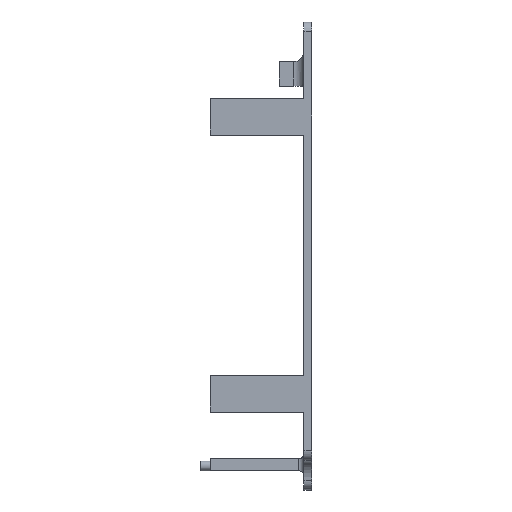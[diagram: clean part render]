
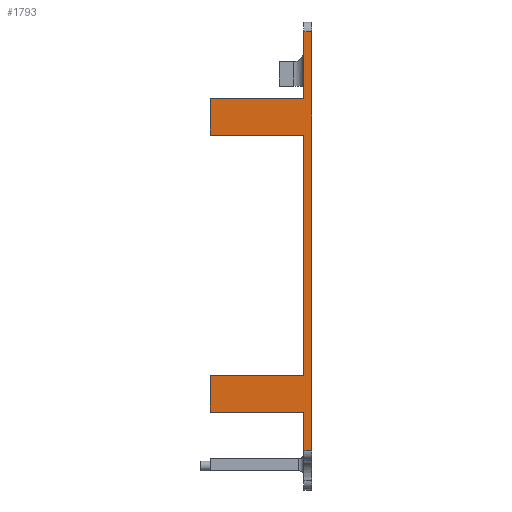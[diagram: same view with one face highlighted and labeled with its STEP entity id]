
A CAD part, left-side view. The second image highlights one B-rep face of the part: STEP entity #1793.
In plain terms, the highlighted planar face has unit normal (-1, 0, 0).
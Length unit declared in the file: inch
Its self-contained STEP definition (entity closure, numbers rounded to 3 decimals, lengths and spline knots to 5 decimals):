
#21 = VERTEX_POINT ( 'NONE', #404 ) ;
#29 = DIRECTION ( 'NONE',  ( 0., 1., 0. ) ) ;
#42 = VECTOR ( 'NONE', #29, 39.37008 ) ;
#87 = EDGE_CURVE ( 'NONE', #433, #3219, #1438, .T. ) ;
#304 = ORIENTED_EDGE ( 'NONE', *, *, #1684, .F. ) ;
#312 = LINE ( 'NONE', #1782, #2988 ) ;
#398 = DIRECTION ( 'NONE',  ( -1., 0., 0. ) ) ;
#404 = CARTESIAN_POINT ( 'NONE',  ( -0.125, 1.03, -0.7735 ) ) ;
#433 = VERTEX_POINT ( 'NONE', #4106 ) ;
#438 = VERTEX_POINT ( 'NONE', #1231 ) ;
#462 = LINE ( 'NONE', #3613, #2978 ) ;
#549 = VERTEX_POINT ( 'NONE', #1592 ) ;
#577 = VECTOR ( 'NONE', #3484, 39.37008 ) ;
#616 = LINE ( 'NONE', #2804, #2273 ) ;
#636 = CARTESIAN_POINT ( 'NONE',  ( -0.125, 1.03, -3.58485 ) ) ;
#823 = VECTOR ( 'NONE', #1449, 39.37008 ) ;
#905 = CARTESIAN_POINT ( 'NONE',  ( -0.125, 0.08, -4.35 ) ) ;
#930 = FACE_OUTER_BOUND ( 'NONE', #2755, .T. ) ;
#933 = VERTEX_POINT ( 'NONE', #1473 ) ;
#950 = EDGE_CURVE ( 'NONE', #549, #1470, #1280, .T. ) ;
#1231 = CARTESIAN_POINT ( 'NONE',  ( -0.125, 0.08, -1.1485 ) ) ;
#1253 = ORIENTED_EDGE ( 'NONE', *, *, #2767, .F. ) ;
#1280 = LINE ( 'NONE', #3797, #577 ) ;
#1323 = LINE ( 'NONE', #1902, #3246 ) ;
#1344 = ORIENTED_EDGE ( 'NONE', *, *, #2382, .F. ) ;
#1406 = PLANE ( 'NONE',  #3470 ) ;
#1438 = LINE ( 'NONE', #2643, #42 ) ;
#1449 = DIRECTION ( 'NONE',  ( 0., 0., 1. ) ) ;
#1470 = VERTEX_POINT ( 'NONE', #3467 ) ;
#1473 = CARTESIAN_POINT ( 'NONE',  ( -0.125, 0.08, -0.7735 ) ) ;
#1557 = DIRECTION ( 'NONE',  ( 0., 0., 1. ) ) ;
#1592 = CARTESIAN_POINT ( 'NONE',  ( -0.125, 0., -4.35 ) ) ;
#1646 = ORIENTED_EDGE ( 'NONE', *, *, #87, .T. ) ;
#1666 = LINE ( 'NONE', #2211, #2876 ) ;
#1684 = EDGE_CURVE ( 'NONE', #2772, #1926, #4032, .T. ) ;
#1782 = CARTESIAN_POINT ( 'NONE',  ( -0.125, 0.08, -1.1485 ) ) ;
#1793 = ADVANCED_FACE ( 'NONE', ( #930 ), #1406, .T. ) ;
#1888 = EDGE_CURVE ( 'NONE', #438, #2428, #3691, .T. ) ;
#1902 = CARTESIAN_POINT ( 'NONE',  ( -0.125, -3.594, -0.7735 ) ) ;
#1926 = VERTEX_POINT ( 'NONE', #2098 ) ;
#1981 = DIRECTION ( 'NONE',  ( 0., 0., 1. ) ) ;
#1999 = ORIENTED_EDGE ( 'NONE', *, *, #2684, .F. ) ;
#2069 = DIRECTION ( 'NONE',  ( 0., 0., 1. ) ) ;
#2085 = CARTESIAN_POINT ( 'NONE',  ( -0.125, -3.594, -1.1485 ) ) ;
#2098 = CARTESIAN_POINT ( 'NONE',  ( -0.125, 0.08, -3.95985 ) ) ;
#2118 = EDGE_CURVE ( 'NONE', #933, #21, #1323, .T. ) ;
#2191 = ORIENTED_EDGE ( 'NONE', *, *, #3274, .F. ) ;
#2211 = CARTESIAN_POINT ( 'NONE',  ( -0.125, -3.594, -3.95985 ) ) ;
#2237 = VECTOR ( 'NONE', #3218, 39.37008 ) ;
#2268 = CARTESIAN_POINT ( 'NONE',  ( -0.125, 1.03, -0.46249 ) ) ;
#2273 = VECTOR ( 'NONE', #1557, 39.37008 ) ;
#2300 = CARTESIAN_POINT ( 'NONE',  ( -0.125, 1.03, -3.95985 ) ) ;
#2370 = VECTOR ( 'NONE', #2907, 39.37008 ) ;
#2382 = EDGE_CURVE ( 'NONE', #4093, #3219, #3338, .T. ) ;
#2419 = VECTOR ( 'NONE', #3525, 39.37008 ) ;
#2428 = VERTEX_POINT ( 'NONE', #3476 ) ;
#2595 = VECTOR ( 'NONE', #4021, 39.37008 ) ;
#2633 = DIRECTION ( 'NONE',  ( 0., 1., 0. ) ) ;
#2643 = CARTESIAN_POINT ( 'NONE',  ( -0.125, -3.594, -3.58485 ) ) ;
#2684 = EDGE_CURVE ( 'NONE', #433, #438, #312, .T. ) ;
#2755 = EDGE_LOOP ( 'NONE', ( #304, #3983, #2849, #3505, #1253, #3226, #2946, #4101, #1999, #1646, #1344, #2191 ) ) ;
#2767 = EDGE_CURVE ( 'NONE', #933, #3514, #616, .T. ) ;
#2772 = VERTEX_POINT ( 'NONE', #905 ) ;
#2804 = CARTESIAN_POINT ( 'NONE',  ( -0.125, 0.08, -4.45 ) ) ;
#2849 = ORIENTED_EDGE ( 'NONE', *, *, #950, .T. ) ;
#2876 = VECTOR ( 'NONE', #3801, 39.37008 ) ;
#2907 = DIRECTION ( 'NONE',  ( 0., 0., 1. ) ) ;
#2946 = ORIENTED_EDGE ( 'NONE', *, *, #4064, .F. ) ;
#2978 = VECTOR ( 'NONE', #2633, 39.37008 ) ;
#2988 = VECTOR ( 'NONE', #2069, 39.37008 ) ;
#3073 = CARTESIAN_POINT ( 'NONE',  ( -0.125, 1.03, -0.46249 ) ) ;
#3077 = LINE ( 'NONE', #4128, #2419 ) ;
#3218 = DIRECTION ( 'NONE',  ( 0., 0., 1. ) ) ;
#3219 = VERTEX_POINT ( 'NONE', #636 ) ;
#3226 = ORIENTED_EDGE ( 'NONE', *, *, #2118, .T. ) ;
#3246 = VECTOR ( 'NONE', #3811, 39.37008 ) ;
#3274 = EDGE_CURVE ( 'NONE', #1926, #4093, #1666, .T. ) ;
#3276 = LINE ( 'NONE', #2268, #2370 ) ;
#3338 = LINE ( 'NONE', #3073, #823 ) ;
#3467 = CARTESIAN_POINT ( 'NONE',  ( -0.125, 0., -0.1 ) ) ;
#3470 = AXIS2_PLACEMENT_3D ( 'NONE', #3617, #398, #1981 ) ;
#3476 = CARTESIAN_POINT ( 'NONE',  ( -0.125, 1.03, -1.1485 ) ) ;
#3484 = DIRECTION ( 'NONE',  ( 0., 0., 1. ) ) ;
#3505 = ORIENTED_EDGE ( 'NONE', *, *, #3775, .T. ) ;
#3514 = VERTEX_POINT ( 'NONE', #3771 ) ;
#3525 = DIRECTION ( 'NONE',  ( 0., -1., 0. ) ) ;
#3613 = CARTESIAN_POINT ( 'NONE',  ( -0.125, 0.08, -0.1 ) ) ;
#3617 = CARTESIAN_POINT ( 'NONE',  ( -0.125, 0., -4.45 ) ) ;
#3621 = EDGE_CURVE ( 'NONE', #2772, #549, #3077, .T. ) ;
#3691 = LINE ( 'NONE', #2085, #2595 ) ;
#3771 = CARTESIAN_POINT ( 'NONE',  ( -0.125, 0.08, -0.1 ) ) ;
#3775 = EDGE_CURVE ( 'NONE', #1470, #3514, #462, .T. ) ;
#3797 = CARTESIAN_POINT ( 'NONE',  ( -0.125, 0., -4.45 ) ) ;
#3801 = DIRECTION ( 'NONE',  ( 0., 1., 0. ) ) ;
#3811 = DIRECTION ( 'NONE',  ( 0., 1., 0. ) ) ;
#3983 = ORIENTED_EDGE ( 'NONE', *, *, #3621, .T. ) ;
#4021 = DIRECTION ( 'NONE',  ( 0., 1., 0. ) ) ;
#4032 = LINE ( 'NONE', #4148, #2237 ) ;
#4064 = EDGE_CURVE ( 'NONE', #2428, #21, #3276, .T. ) ;
#4093 = VERTEX_POINT ( 'NONE', #2300 ) ;
#4101 = ORIENTED_EDGE ( 'NONE', *, *, #1888, .F. ) ;
#4106 = CARTESIAN_POINT ( 'NONE',  ( -0.125, 0.08, -3.58485 ) ) ;
#4128 = CARTESIAN_POINT ( 'NONE',  ( -0.125, 0., -4.35 ) ) ;
#4148 = CARTESIAN_POINT ( 'NONE',  ( -0.125, 0.08, -4.45 ) ) ;
